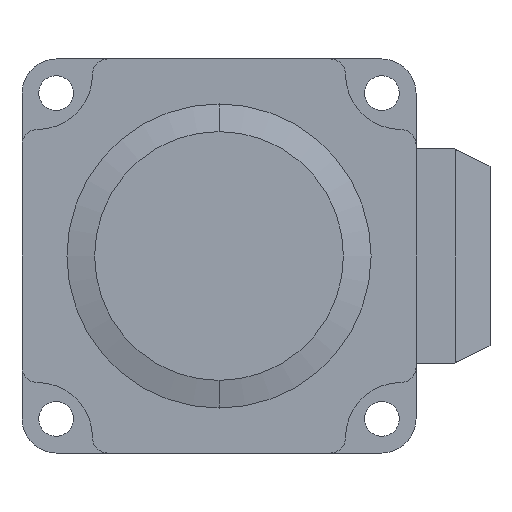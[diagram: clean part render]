
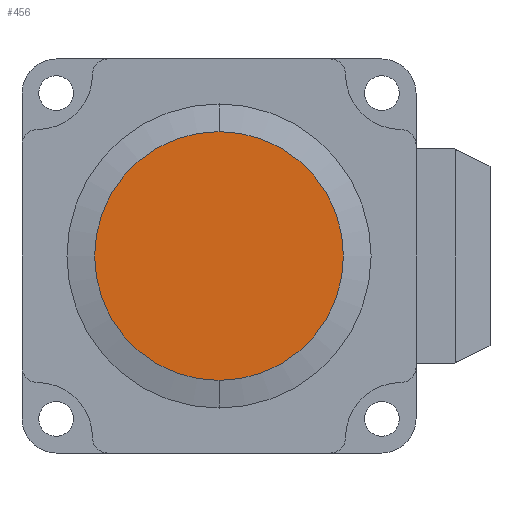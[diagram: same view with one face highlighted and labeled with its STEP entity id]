
A CAD part, front view. The second image highlights one B-rep face of the part: STEP entity #456.
In plain terms, the highlighted planar face has unit normal (0, -1, 0).
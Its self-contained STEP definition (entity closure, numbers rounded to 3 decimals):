
#48 = ORIENTED_EDGE ( 'NONE', *, *, #1416, .F. ) ;
#131 = EDGE_CURVE ( 'NONE', #1971, #825, #1887, .T. ) ;
#381 = EDGE_LOOP ( 'NONE', ( #48, #1146 ) ) ;
#456 = ADVANCED_FACE ( 'NONE', ( #2076 ), #1624, .F. ) ;
#596 = CARTESIAN_POINT ( 'NONE',  ( 28.5, -124., -10.5 ) ) ;
#825 = VERTEX_POINT ( 'NONE', #596 ) ;
#827 = AXIS2_PLACEMENT_3D ( 'NONE', #1605, #1582, #1187 ) ;
#924 = DIRECTION ( 'NONE',  ( 0., 0., 1. ) ) ;
#1146 = ORIENTED_EDGE ( 'NONE', *, *, #131, .F. ) ;
#1166 = CARTESIAN_POINT ( 'NONE',  ( 28.5, -124., -46.5 ) ) ;
#1187 = DIRECTION ( 'NONE',  ( 0., 0., 1. ) ) ;
#1357 = AXIS2_PLACEMENT_3D ( 'NONE', #2615, #2416, #1496 ) ;
#1416 = EDGE_CURVE ( 'NONE', #825, #1971, #1940, .T. ) ;
#1419 = CARTESIAN_POINT ( 'NONE',  ( 28.5, -124., -28.5 ) ) ;
#1496 = DIRECTION ( 'NONE',  ( 0., 0., 1. ) ) ;
#1582 = DIRECTION ( 'NONE',  ( 0., 1., 0. ) ) ;
#1605 = CARTESIAN_POINT ( 'NONE',  ( 28.5, -124., -28.5 ) ) ;
#1624 = PLANE ( 'NONE',  #2447 ) ;
#1887 = CIRCLE ( 'NONE', #1357, 18. ) ;
#1940 = CIRCLE ( 'NONE', #827, 18. ) ;
#1971 = VERTEX_POINT ( 'NONE', #1166 ) ;
#2076 = FACE_OUTER_BOUND ( 'NONE', #381, .T. ) ;
#2416 = DIRECTION ( 'NONE',  ( 0., 1., 0. ) ) ;
#2447 = AXIS2_PLACEMENT_3D ( 'NONE', #1419, #2496, #924 ) ;
#2496 = DIRECTION ( 'NONE',  ( 0., 1., 0. ) ) ;
#2615 = CARTESIAN_POINT ( 'NONE',  ( 28.5, -124., -28.5 ) ) ;
